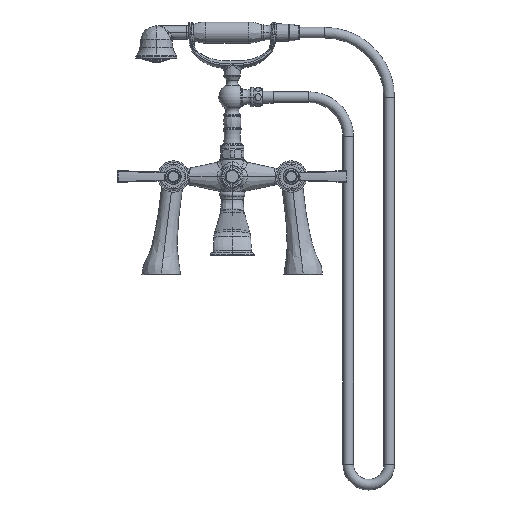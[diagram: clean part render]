
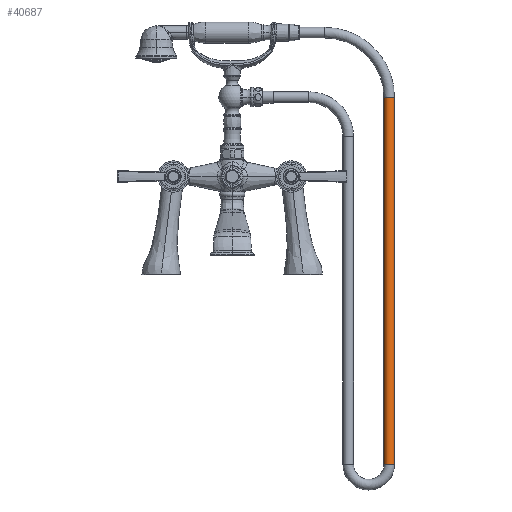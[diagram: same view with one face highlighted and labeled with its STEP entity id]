
A CAD part, top view. The second image highlights one B-rep face of the part: STEP entity #40687.
In plain terms, the highlighted cylindrical face has radius 6.858 mm (diameter 13.716 mm), a partial arc.
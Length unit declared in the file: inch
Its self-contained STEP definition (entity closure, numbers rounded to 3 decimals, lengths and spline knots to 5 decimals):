
#12302=DIRECTION('',(0.,-1.,0.));
#12303=VECTOR('',#12302,18.713);
#12304=CARTESIAN_POINT('',(7.73343,4.04827,0.));
#12305=LINE('',#12304,#12303);
#12306=CARTESIAN_POINT('',(8.00343,4.04827,0.));
#12307=DIRECTION('',(0.,-1.,0.));
#12308=DIRECTION('',(1.,0.,0.));
#12309=AXIS2_PLACEMENT_3D('',#12306,#12307,#12308);
#12311=DIRECTION('',(0.,-1.,0.));
#12312=VECTOR('',#12311,18.713);
#12313=CARTESIAN_POINT('',(8.27343,4.04827,0.));
#12314=LINE('',#12313,#12312);
#12315=CARTESIAN_POINT('',(8.00343,-14.66473,0.));
#12316=DIRECTION('',(0.,-1.,0.));
#12317=DIRECTION('',(1.,0.,0.));
#12318=AXIS2_PLACEMENT_3D('',#12315,#12316,#12317);
#14026=CARTESIAN_POINT('',(7.73343,4.04827,0.));
#14027=CARTESIAN_POINT('',(8.27343,4.04827,0.));
#14028=VERTEX_POINT('',#14026);
#14029=VERTEX_POINT('',#14027);
#14030=CARTESIAN_POINT('',(7.73343,-14.66473,0.));
#14031=VERTEX_POINT('',#14030);
#14032=CARTESIAN_POINT('',(8.27343,-14.66473,0.));
#14033=VERTEX_POINT('',#14032);
#40675=CARTESIAN_POINT('',(8.00343,4.04827,0.));
#40676=DIRECTION('',(0.,-1.,0.));
#40677=DIRECTION('',(-1.,0.,0.));
#40678=AXIS2_PLACEMENT_3D('',#40675,#40676,#40677);
#40679=CYLINDRICAL_SURFACE('',#40678,0.27);
#40680=ORIENTED_EDGE('',*,*,#40640,.F.);
#40681=ORIENTED_EDGE('',*,*,#40670,.T.);
#40683=ORIENTED_EDGE('',*,*,#40682,.T.);
#40684=ORIENTED_EDGE('',*,*,#40666,.F.);
#40685=EDGE_LOOP('',(#40680,#40681,#40683,#40684));
#40686=FACE_OUTER_BOUND('',#40685,.F.);
#40687=ADVANCED_FACE('',(#40686),#40679,.T.);
#12310=CIRCLE('',#12309,0.27);
#12319=CIRCLE('',#12318,0.27);
#40640=EDGE_CURVE('',#14029,#14028,#12310,.T.);
#40666=EDGE_CURVE('',#14028,#14031,#12305,.T.);
#40670=EDGE_CURVE('',#14029,#14033,#12314,.T.);
#40682=EDGE_CURVE('',#14033,#14031,#12319,.T.);
